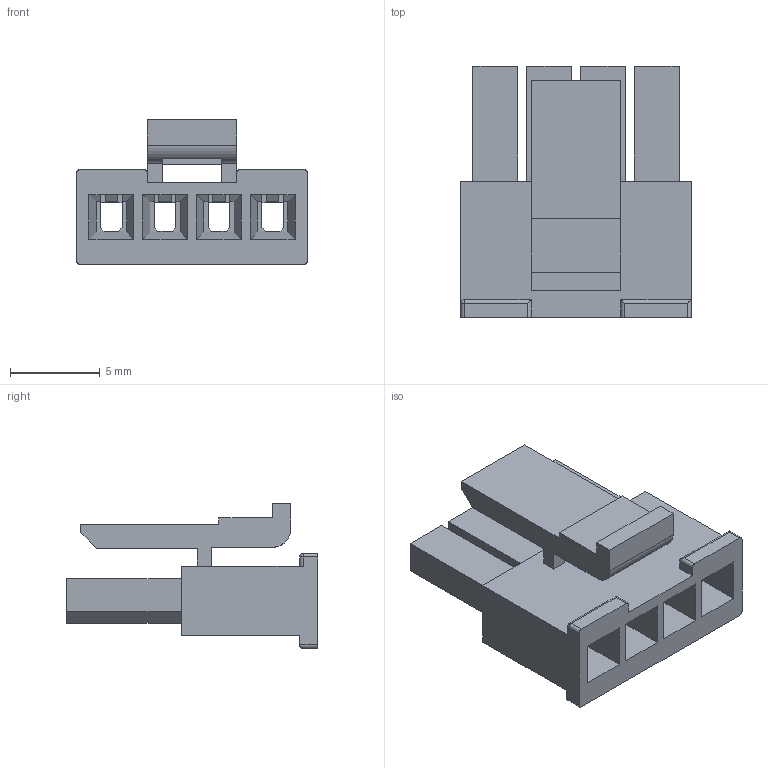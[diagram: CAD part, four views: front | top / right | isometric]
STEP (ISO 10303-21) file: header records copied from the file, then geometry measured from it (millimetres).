
FILE_DESCRIPTION(/* description */ ('Unknown'),/* implementation_level */ '2;1');
FILE_NAME(/* name */ '662004013322',/* time_stamp */ '2019-08-20T09:27:05+02:00',/* author */ ('Unknown'),/* organization */ ('Unknown'),/* preprocessor_version */ 'ST-DEVELOPER v16.7',/* originating_system */ 'DEX',/* authorisation */ $);
FILE_SCHEMA (('AUTOMOTIVE_DESIGN {1 0 10303 214 3 1 1}'));
Length unit declared in the file: millimetre
Products named in the file (2): 6620xx013322; 662004013322
Assembly tree (1 placements, depth 2):
  6620xx013322
    662004013322
Bounding box: 12.85 x 14 x 8.08 mm (x, y, z)
Volume: 396.8 mm3; surface area: 1235.5 mm2
Topology: 1 solids, 1 shells, 218 faces, 577 edges, 368 vertices
Faces by surface type: plane 206, cylinder 11, sphere 1
Entity records: 6624 total; most frequent: CARTESIAN_POINT 1164, ORIENTED_EDGE 1152, DIRECTION 1035, EDGE_CURVE 576, LINE 557, VECTOR 557, VERTEX_POINT 368, AXIS2_PLACEMENT_3D 239
